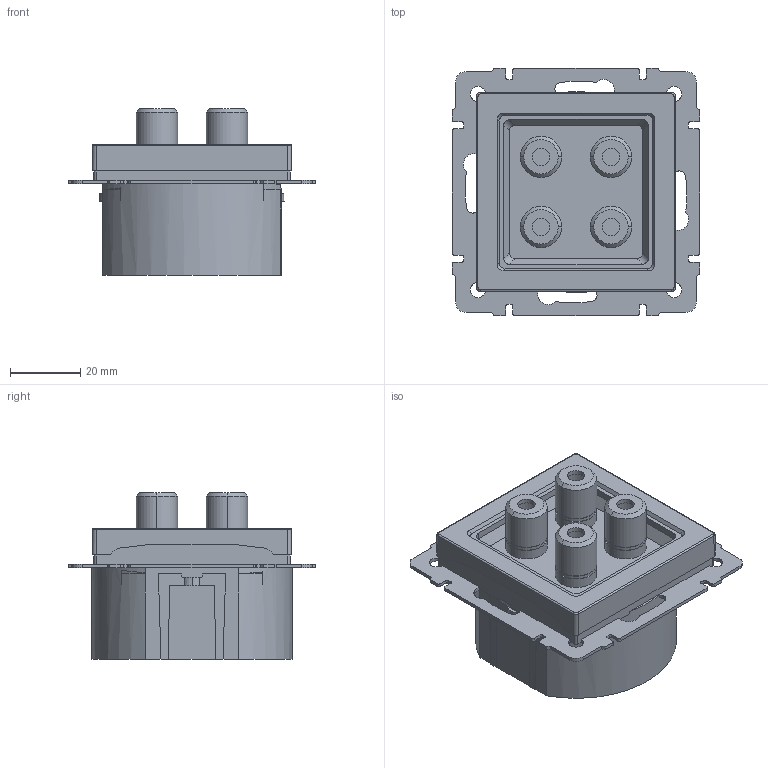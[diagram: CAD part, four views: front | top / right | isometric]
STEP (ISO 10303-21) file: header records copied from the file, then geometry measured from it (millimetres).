
FILE_DESCRIPTION (( 'STEP AP214' ), '1' );
FILE_NAME ('BRITE 璩儰闉鍡殣罻 4-懤嚦..STEP', '2025-04-08T13:20:39', ( '' ), ( '' ), 'SwSTEP 2.0', 'SolidWorks 2022', '' );
FILE_SCHEMA (( 'AUTOMOTIVE_DESIGN' ));
Length unit declared in the file: millimetre
Products named in the file (1): BRITE Аудиорозетка 4-мест.
Bounding box: 70.8 x 70.8 x 47.6 mm (x, y, z)
Volume: 94481 mm3; surface area: 22123.6 mm2
Topology: 5 solids, 5 shells, 364 faces, 1031 edges, 683 vertices
Faces by surface type: plane 188, cylinder 145, bspline 16, cone 15
Entity records: 12175 total; most frequent: CARTESIAN_POINT 2679, ORIENTED_EDGE 2062, DIRECTION 1908, EDGE_CURVE 1031, VERTEX_POINT 683, AXIS2_PLACEMENT_3D 660, LINE 588, VECTOR 588
